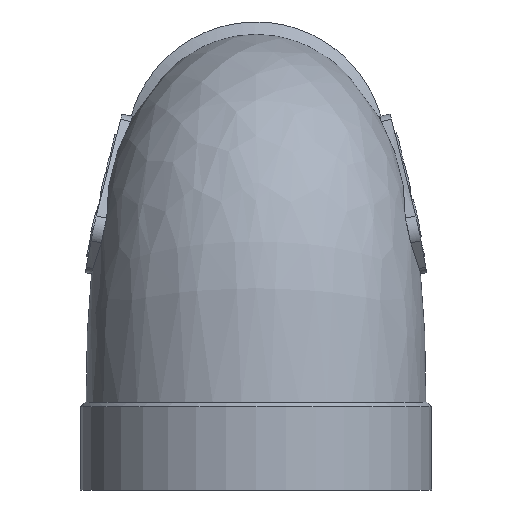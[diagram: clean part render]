
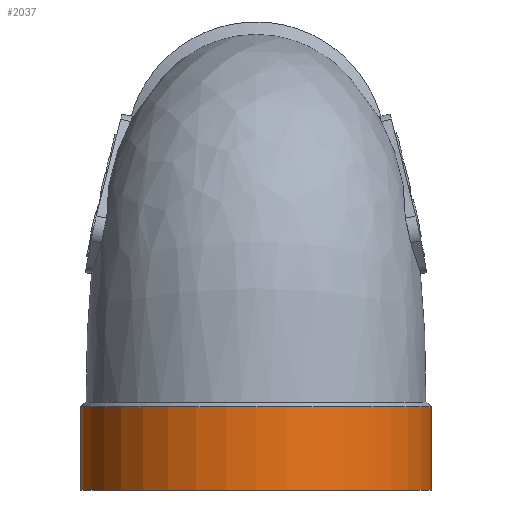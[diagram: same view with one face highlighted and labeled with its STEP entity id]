
A CAD part, left-side view. The second image highlights one B-rep face of the part: STEP entity #2037.
In plain terms, the highlighted cylindrical face has radius 20 mm (diameter 40 mm), a full revolution.
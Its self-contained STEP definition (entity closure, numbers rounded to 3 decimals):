
#30=CYLINDRICAL_SURFACE('',#2174,20.);
#618=ORIENTED_EDGE('',*,*,#1230,.T.);
#619=ORIENTED_EDGE('',*,*,#1231,.F.);
#1230=EDGE_CURVE('',#1536,#1536,#1703,.T.);
#1231=EDGE_CURVE('',#1537,#1537,#1704,.T.);
#1536=VERTEX_POINT('',#2946);
#1537=VERTEX_POINT('',#2948);
#1703=CIRCLE('',#2175,20.);
#1704=CIRCLE('',#2176,20.);
#1719=EDGE_LOOP('',(#618));
#1720=EDGE_LOOP('',(#619));
#1863=FACE_BOUND('',#1719,.T.);
#1864=FACE_BOUND('',#1720,.T.);
#2037=ADVANCED_FACE('',(#1863,#1864),#30,.T.);
#2174=AXIS2_PLACEMENT_3D('',#2944,#2287,#2288);
#2175=AXIS2_PLACEMENT_3D('',#2945,#2289,#2290);
#2176=AXIS2_PLACEMENT_3D('',#2947,#2291,#2292);
#2287=DIRECTION('',(0.,0.,-1.));
#2288=DIRECTION('',(-1.,0.,0.));
#2289=DIRECTION('',(0.,0.,-1.));
#2290=DIRECTION('',(-1.,0.,0.));
#2291=DIRECTION('',(0.,0.,-1.));
#2292=DIRECTION('',(1.,0.,0.));
#2944=CARTESIAN_POINT('',(0.,0.,10.));
#2945=CARTESIAN_POINT('',(0.,0.,9.5));
#2946=CARTESIAN_POINT('',(-20.,0.,9.5));
#2947=CARTESIAN_POINT('',(0.,0.,0.));
#2948=CARTESIAN_POINT('',(20.,0.,0.));
